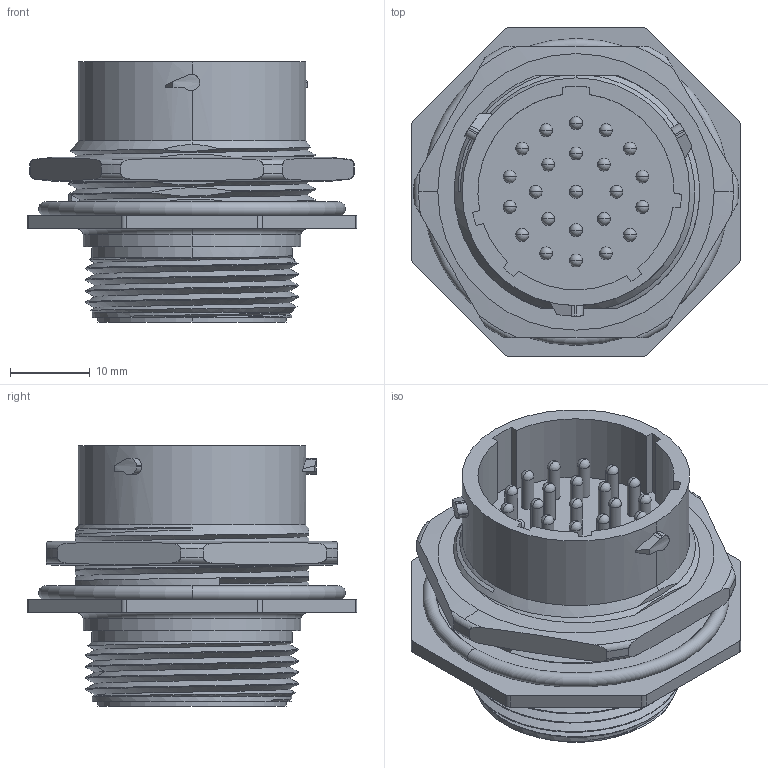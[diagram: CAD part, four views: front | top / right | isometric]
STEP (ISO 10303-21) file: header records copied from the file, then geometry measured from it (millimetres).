
FILE_DESCRIPTION((''),'2;1');
FILE_NAME('UT071823PHX_CATALOGUE','2010-11-22T',('Gsineau'),('SOURIAU'),'PRO/ENGINEER BY PARAMETRIC TECHNOLOGY CORPORATION, 2010140','PRO/ENGINEER BY PARAMETRIC TECHNOLOGY CORPORATION, 2010140','');
FILE_SCHEMA(('CONFIG_CONTROL_DESIGN'));
Length unit declared in the file: millimetre
Products named in the file (1): UT071823PHX_CATALOGUE
Bounding box: 41.28 x 41.28 x 32.55 mm (x, y, z)
Volume: 18955.8 mm3; surface area: 9402.5 mm2
Topology: 1 solids, 3 shells, 352 faces, 886 edges, 549 vertices
Faces by surface type: cylinder 170, plane 101, sphere 46, torus 18, cone 9, bspline 8
Entity records: 12726 total; most frequent: CARTESIAN_POINT 4401, DIRECTION 1788, ORIENTED_EDGE 1680, EDGE_CURVE 840, AXIS2_PLACEMENT_3D 736, VERTEX_POINT 549, EDGE_LOOP 411, CIRCLE 392
